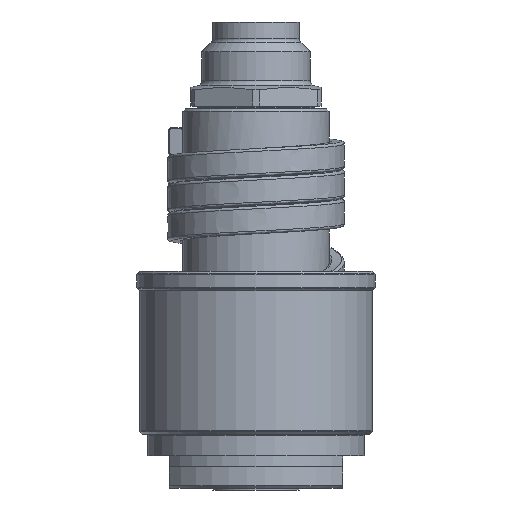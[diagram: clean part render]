
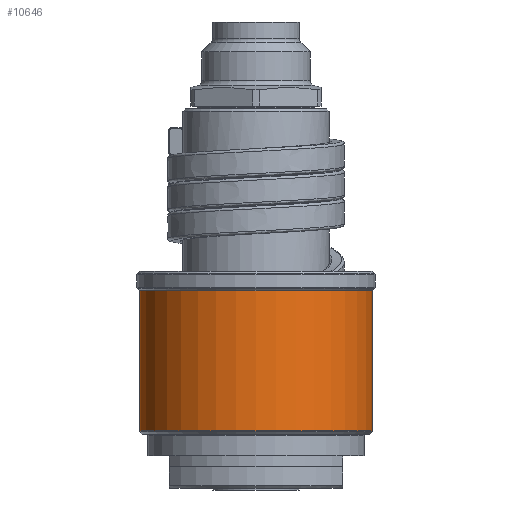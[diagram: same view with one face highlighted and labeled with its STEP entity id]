
A CAD part, front view. The second image highlights one B-rep face of the part: STEP entity #10646.
In plain terms, the highlighted cylindrical face has radius 21.5 mm (diameter 43 mm), a partial arc.
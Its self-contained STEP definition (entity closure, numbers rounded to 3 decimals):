
#3340=CARTESIAN_POINT('',(0.,0.,10.583));
#3341=DIRECTION('',(0.,0.,1.));
#3342=DIRECTION('',(-1.,0.,0.));
#3343=AXIS2_PLACEMENT_3D('',#3340,#3341,#3342);
#3345=DIRECTION('',(0.,0.,-1.));
#3346=VECTOR('',#3345,25.834);
#3347=CARTESIAN_POINT('',(-21.5,0.,36.417));
#3348=LINE('',#3347,#3346);
#3349=CARTESIAN_POINT('',(0.,0.,36.417));
#3350=DIRECTION('',(0.,0.,1.));
#3351=DIRECTION('',(-1.,0.,0.));
#3352=AXIS2_PLACEMENT_3D('',#3349,#3350,#3351);
#3354=DIRECTION('',(0.,0.,-1.));
#3355=VECTOR('',#3354,25.834);
#3356=CARTESIAN_POINT('',(21.5,0.,36.417));
#3357=LINE('',#3356,#3355);
#5795=CARTESIAN_POINT('',(21.5,0.,36.417));
#5796=CARTESIAN_POINT('',(-21.5,0.,36.417));
#5797=VERTEX_POINT('',#5795);
#5798=VERTEX_POINT('',#5796);
#5821=CARTESIAN_POINT('',(21.5,0.,10.583));
#5822=VERTEX_POINT('',#5821);
#5823=CARTESIAN_POINT('',(-21.5,0.,10.583));
#5824=VERTEX_POINT('',#5823);
#10634=CARTESIAN_POINT('',(0.,0.,8.5));
#10635=DIRECTION('',(0.,0.,1.));
#10636=DIRECTION('',(-1.,0.,0.));
#10637=AXIS2_PLACEMENT_3D('',#10634,#10635,#10636);
#10638=CYLINDRICAL_SURFACE('',#10637,21.5);
#10639=ORIENTED_EDGE('',*,*,#8233,.F.);
#10640=ORIENTED_EDGE('',*,*,#8214,.F.);
#10642=ORIENTED_EDGE('',*,*,#10641,.T.);
#10643=ORIENTED_EDGE('',*,*,#8210,.T.);
#10644=EDGE_LOOP('',(#10639,#10640,#10642,#10643));
#10645=FACE_OUTER_BOUND('',#10644,.F.);
#3344=CIRCLE('',#3343,21.5);
#3353=CIRCLE('',#3352,21.5);
#8210=EDGE_CURVE('',#5797,#5822,#3357,.T.);
#8214=EDGE_CURVE('',#5798,#5824,#3348,.T.);
#8233=EDGE_CURVE('',#5824,#5822,#3344,.T.);
#10641=EDGE_CURVE('',#5798,#5797,#3353,.T.);
#10646=ADVANCED_FACE('',(#10645),#10638,.T.);
